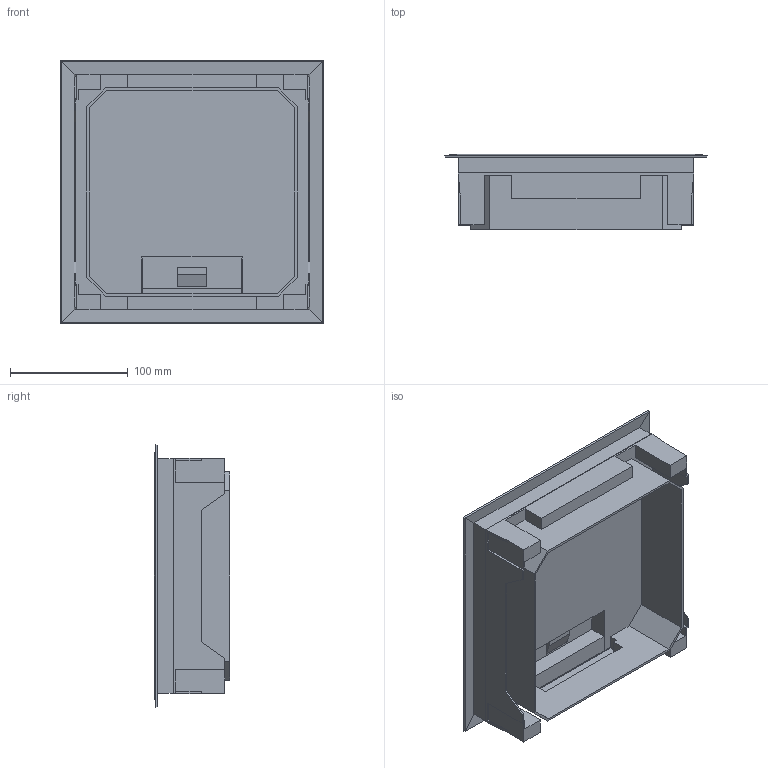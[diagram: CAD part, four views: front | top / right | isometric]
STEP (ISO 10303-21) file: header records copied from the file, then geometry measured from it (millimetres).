
FILE_DESCRIPTION((''),'2;1');
FILE_NAME('VEQ0612E_ASM','2024-02-06T10:46:46',('goergem'),(''),'CREO PARAMETRIC BY PTC INC, 2022281','CREO PARAMETRIC BY PTC INC, 2022281','');
FILE_SCHEMA(('AUTOMOTIVE_DESIGN { 1 0 10303 214 1 1 1 1 }'));
Length unit declared in the file: millimetre
Products named in the file (5): VEQ0612E_RAHMEN_UNTERTEIL_4; VEQ0612E_OBERTEIL_7; VEQ0612E_KLAPPE_7; VEQ0612EKUN_ASM_4_ASM; VEQ0612E_ASM
Assembly tree (4 placements, depth 3):
  VEQ0612E_ASM
    VEQ0612EKUN_ASM_4_ASM
      VEQ0612E_RAHMEN_UNTERTEIL_4
      VEQ0612E_OBERTEIL_7
      VEQ0612E_KLAPPE_7
Bounding box: 222.92 x 64.01 x 222.92 mm (x, y, z)
Volume: 399440.5 mm3; surface area: 267101.2 mm2
Topology: 3 solids, 3 shells, 234 faces, 639 edges, 424 vertices
Faces by surface type: plane 195, cylinder 29, extrusion 10
Entity records: 11531 total; most frequent: CARTESIAN_POINT 1884, DIRECTION 1718, ORIENTED_EDGE 1270, EDGE_CURVE 635, VECTOR 604, LINE 594, AXIS2_PLACEMENT_3D 506, VERTEX_POINT 420
